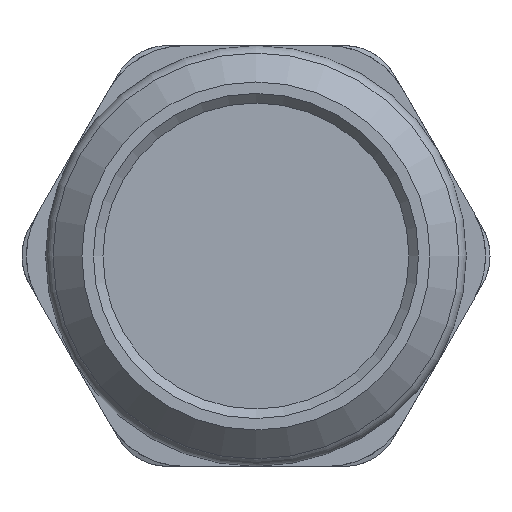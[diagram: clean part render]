
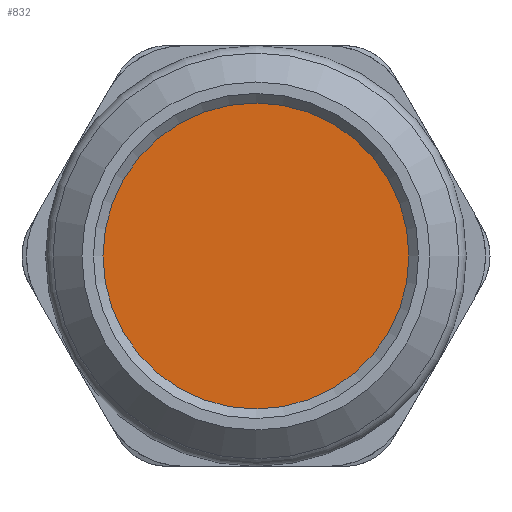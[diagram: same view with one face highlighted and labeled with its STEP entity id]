
A CAD part, front view. The second image highlights one B-rep face of the part: STEP entity #832.
In plain terms, the highlighted planar face has unit normal (0, -1, 0).
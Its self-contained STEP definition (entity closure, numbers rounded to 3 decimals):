
#185=FACE_OUTER_BOUND('',#238,.T.);
#238=EDGE_LOOP('',(#553));
#296=CIRCLE('',#910,8.);
#339=VERTEX_POINT('',#1245);
#423=EDGE_CURVE('',#339,#339,#296,.T.);
#553=ORIENTED_EDGE('',*,*,#423,.T.);
#813=PLANE('',#909);
#832=ADVANCED_FACE('',(#185),#813,.F.);
#909=AXIS2_PLACEMENT_3D('',#1244,#1009,#1010);
#910=AXIS2_PLACEMENT_3D('',#1246,#1011,#1012);
#1009=DIRECTION('center_axis',(0.,1.,0.));
#1010=DIRECTION('ref_axis',(0.,0.,1.));
#1011=DIRECTION('center_axis',(0.,-1.,0.));
#1012=DIRECTION('ref_axis',(-1.,0.,0.));
#1244=CARTESIAN_POINT('Origin',(0.,4.989,0.));
#1245=CARTESIAN_POINT('',(8.,4.988,0.));
#1246=CARTESIAN_POINT('Origin',(0.,4.989,0.));
